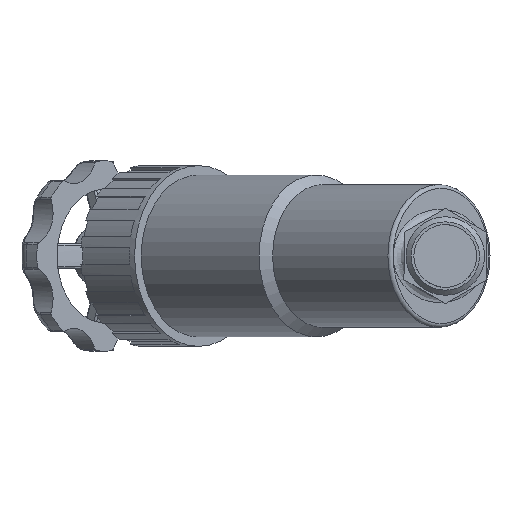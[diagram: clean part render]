
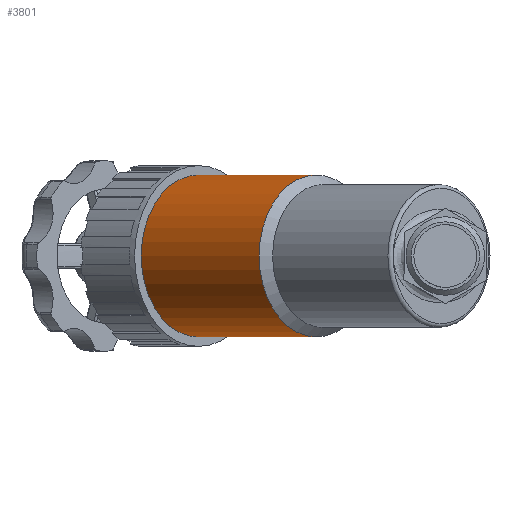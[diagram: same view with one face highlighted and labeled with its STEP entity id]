
A CAD part, left-side view. The second image highlights one B-rep face of the part: STEP entity #3801.
In plain terms, the highlighted cylindrical face has radius 21.611 mm (diameter 43.222 mm), a full revolution.
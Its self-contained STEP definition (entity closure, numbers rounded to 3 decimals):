
#159=FACE_BOUND('',#707,.T.);
#466=FACE_OUTER_BOUND('',#706,.T.);
#706=EDGE_LOOP('',(#3374));
#707=EDGE_LOOP('',(#3375));
#1509=CIRCLE('',#4175,21.611);
#1510=CIRCLE('',#4177,21.611);
#1830=VERTEX_POINT('',#8300);
#1831=VERTEX_POINT('',#8303);
#2360=EDGE_CURVE('',#1830,#1830,#1509,.T.);
#2361=EDGE_CURVE('',#1831,#1831,#1510,.T.);
#3374=ORIENTED_EDGE('',*,*,#2360,.T.);
#3375=ORIENTED_EDGE('',*,*,#2361,.F.);
#3618=CYLINDRICAL_SURFACE('',#4176,21.611);
#3801=ADVANCED_FACE('',(#466,#159),#3618,.T.);
#4175=AXIS2_PLACEMENT_3D('',#8301,#5098,#5099);
#4176=AXIS2_PLACEMENT_3D('',#8302,#5100,#5101);
#4177=AXIS2_PLACEMENT_3D('',#8304,#5102,#5103);
#5098=DIRECTION('center_axis',(0.707,0.707,0.));
#5099=DIRECTION('ref_axis',(0.707,-0.707,0.));
#5100=DIRECTION('center_axis',(0.707,0.707,0.));
#5101=DIRECTION('ref_axis',(-0.707,0.707,0.));
#5102=DIRECTION('center_axis',(0.707,0.707,0.));
#5103=DIRECTION('ref_axis',(0.707,-0.707,0.));
#8300=CARTESIAN_POINT('',(-2.272,49.671,0.));
#8301=CARTESIAN_POINT('Origin',(13.01,34.39,0.));
#8302=CARTESIAN_POINT('Origin',(28.741,50.121,0.));
#8303=CARTESIAN_POINT('',(29.19,81.133,0.));
#8304=CARTESIAN_POINT('Origin',(44.471,65.851,0.));
